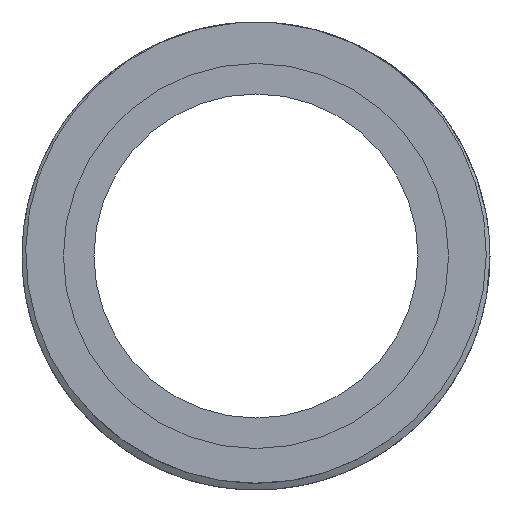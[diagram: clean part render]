
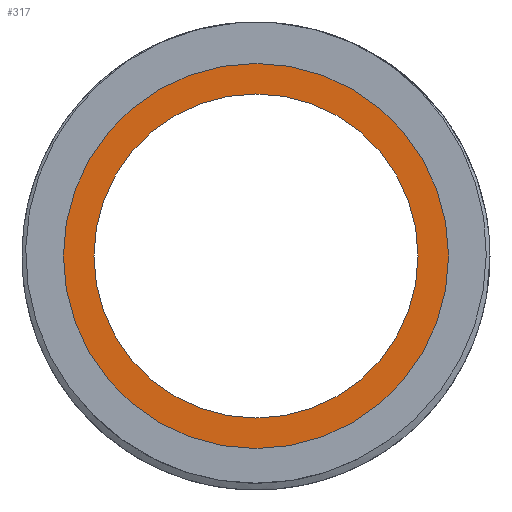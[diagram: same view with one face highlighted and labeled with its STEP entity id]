
A CAD part, left-side view. The second image highlights one B-rep face of the part: STEP entity #317.
In plain terms, the highlighted planar face has unit normal (-1, 0, 0).
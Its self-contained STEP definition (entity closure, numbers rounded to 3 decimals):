
#17=FACE_BOUND('',#63,.T.);
#21=PLANE('',#344);
#41=FACE_OUTER_BOUND('',#62,.T.);
#62=EDGE_LOOP('',(#277));
#63=EDGE_LOOP('',(#278));
#74=CIRCLE('',#343,6.9);
#75=CIRCLE('',#345,8.2);
#150=VERTEX_POINT('',#1918);
#151=VERTEX_POINT('',#1922);
#194=EDGE_CURVE('',#150,#150,#74,.T.);
#195=EDGE_CURVE('',#151,#151,#75,.T.);
#277=ORIENTED_EDGE('',*,*,#195,.F.);
#278=ORIENTED_EDGE('',*,*,#194,.T.);
#317=ADVANCED_FACE('',(#41,#17),#21,.T.);
#343=AXIS2_PLACEMENT_3D('',#1920,#403,#404);
#344=AXIS2_PLACEMENT_3D('',#1921,#405,#406);
#345=AXIS2_PLACEMENT_3D('',#1923,#407,#408);
#403=DIRECTION('center_axis',(1.,0.,0.));
#404=DIRECTION('ref_axis',(0.,0.,-1.));
#405=DIRECTION('center_axis',(-1.,0.,0.));
#406=DIRECTION('ref_axis',(0.,0.,1.));
#407=DIRECTION('center_axis',(1.,0.,0.));
#408=DIRECTION('ref_axis',(0.,0.,-1.));
#1918=CARTESIAN_POINT('',(117.24,-6.9,0.));
#1920=CARTESIAN_POINT('Origin',(117.24,0.,0.));
#1921=CARTESIAN_POINT('Origin',(117.24,8.2,0.));
#1922=CARTESIAN_POINT('',(117.24,-8.2,0.));
#1923=CARTESIAN_POINT('Origin',(117.24,0.,0.));
